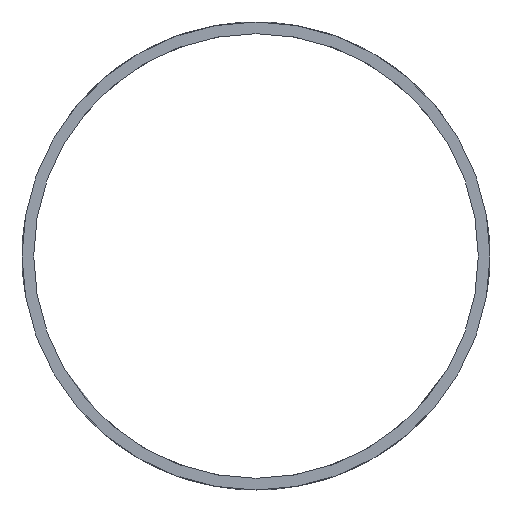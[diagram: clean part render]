
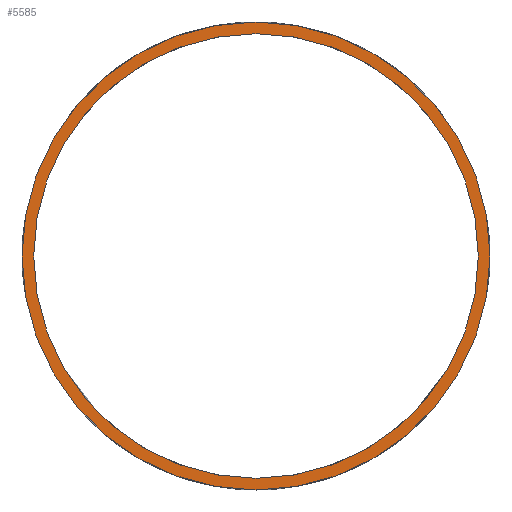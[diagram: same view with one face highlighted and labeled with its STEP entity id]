
A CAD part, front view. The second image highlights one B-rep face of the part: STEP entity #5585.
In plain terms, the highlighted planar face has unit normal (0, -1, 0).
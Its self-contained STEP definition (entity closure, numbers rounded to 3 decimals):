
#478 = CARTESIAN_POINT ( 'NONE',  ( 0., -500., 60. ) ) ;
#494 = CARTESIAN_POINT ( 'NONE',  ( 0., -500., 0. ) ) ;
#495 = ORIENTED_EDGE ( 'NONE', *, *, #4980, .T. ) ;
#597 = CARTESIAN_POINT ( 'NONE',  ( 0., -500., -57. ) ) ;
#608 = CARTESIAN_POINT ( 'NONE',  ( 57., -500., 0. ) ) ;
#1070 = VERTEX_POINT ( 'NONE', #3923 ) ;
#1079 = AXIS2_PLACEMENT_3D ( 'NONE', #608, #2277, #3105 ) ;
#1152 = CIRCLE ( 'NONE', #3637, 60. ) ;
#1397 = CIRCLE ( 'NONE', #1582, 57. ) ;
#1418 = FACE_BOUND ( 'NONE', #5071, .T. ) ;
#1516 = CARTESIAN_POINT ( 'NONE',  ( 0., -500., 0. ) ) ;
#1553 = EDGE_CURVE ( 'NONE', #5218, #5237, #1152, .T. ) ;
#1582 = AXIS2_PLACEMENT_3D ( 'NONE', #1516, #2270, #4022 ) ;
#1676 = CARTESIAN_POINT ( 'NONE',  ( 0., -500., 0. ) ) ;
#1707 = DIRECTION ( 'NONE',  ( 0., 0., -1. ) ) ;
#1709 = EDGE_CURVE ( 'NONE', #1070, #4141, #4384, .T. ) ;
#1886 = EDGE_CURVE ( 'NONE', #4141, #1070, #1397, .T. ) ;
#1892 = CARTESIAN_POINT ( 'NONE',  ( 0., -500., -60. ) ) ;
#2167 = ORIENTED_EDGE ( 'NONE', *, *, #1886, .F. ) ;
#2246 = PLANE ( 'NONE',  #1079 ) ;
#2270 = DIRECTION ( 'NONE',  ( 0., -1., 0. ) ) ;
#2277 = DIRECTION ( 'NONE',  ( 0., -1., 0. ) ) ;
#2349 = ORIENTED_EDGE ( 'NONE', *, *, #1709, .F. ) ;
#2499 = ORIENTED_EDGE ( 'NONE', *, *, #1553, .T. ) ;
#3105 = DIRECTION ( 'NONE',  ( 0., 0., -1. ) ) ;
#3393 = DIRECTION ( 'NONE',  ( 0., 0., -1. ) ) ;
#3442 = DIRECTION ( 'NONE',  ( 0., 0., -1. ) ) ;
#3457 = CIRCLE ( 'NONE', #5213, 60. ) ;
#3637 = AXIS2_PLACEMENT_3D ( 'NONE', #494, #5243, #1707 ) ;
#3923 = CARTESIAN_POINT ( 'NONE',  ( 0., -500., 57. ) ) ;
#4022 = DIRECTION ( 'NONE',  ( 0., 0., -1. ) ) ;
#4141 = VERTEX_POINT ( 'NONE', #597 ) ;
#4384 = CIRCLE ( 'NONE', #4851, 57. ) ;
#4391 = DIRECTION ( 'NONE',  ( 0., -1., 0. ) ) ;
#4453 = FACE_OUTER_BOUND ( 'NONE', #5156, .T. ) ;
#4689 = DIRECTION ( 'NONE',  ( 0., -1., 0. ) ) ;
#4797 = CARTESIAN_POINT ( 'NONE',  ( 0., -500., 0. ) ) ;
#4851 = AXIS2_PLACEMENT_3D ( 'NONE', #1676, #4689, #3393 ) ;
#4980 = EDGE_CURVE ( 'NONE', #5237, #5218, #3457, .T. ) ;
#5071 = EDGE_LOOP ( 'NONE', ( #2167, #2349 ) ) ;
#5156 = EDGE_LOOP ( 'NONE', ( #2499, #495 ) ) ;
#5213 = AXIS2_PLACEMENT_3D ( 'NONE', #4797, #4391, #3442 ) ;
#5218 = VERTEX_POINT ( 'NONE', #1892 ) ;
#5237 = VERTEX_POINT ( 'NONE', #478 ) ;
#5243 = DIRECTION ( 'NONE',  ( 0., -1., 0. ) ) ;
#5585 = ADVANCED_FACE ( 'NONE', ( #4453, #1418 ), #2246, .T. ) ;
